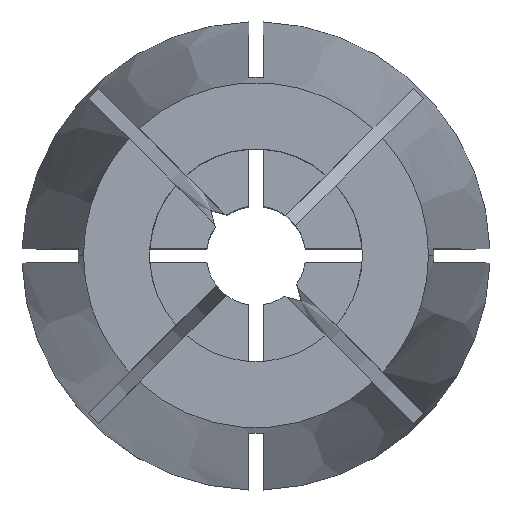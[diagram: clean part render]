
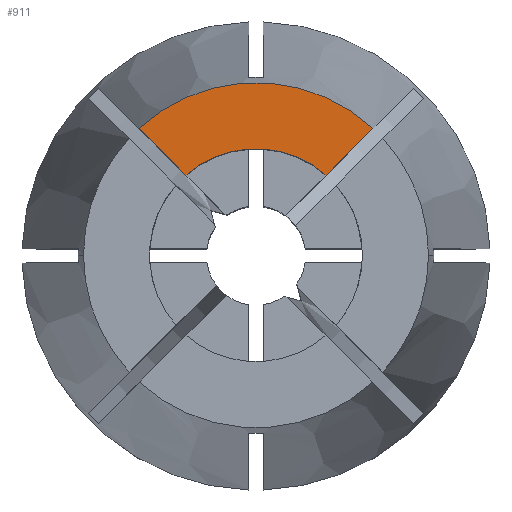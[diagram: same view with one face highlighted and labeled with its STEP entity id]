
A CAD part, top view. The second image highlights one B-rep face of the part: STEP entity #911.
In plain terms, the highlighted planar face has unit normal (0, 0, 1).
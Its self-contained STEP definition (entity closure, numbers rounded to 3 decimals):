
#64 = EDGE_LOOP ( 'NONE', ( #2735, #494, #1452, #2557 ) ) ;
#289 = CIRCLE ( 'NONE', #350, 7.5 ) ;
#324 = FACE_OUTER_BOUND ( 'NONE', #64, .T. ) ;
#350 = AXIS2_PLACEMENT_3D ( 'NONE', #1088, #1141, #1596 ) ;
#448 = EDGE_CURVE ( 'NONE', #1389, #1383, #2284, .T. ) ;
#494 = ORIENTED_EDGE ( 'NONE', *, *, #1000, .T. ) ;
#616 = CARTESIAN_POINT ( 'NONE',  ( 0.354, 0.354, 0. ) ) ;
#665 = EDGE_CURVE ( 'NONE', #1517, #2461, #289, .T. ) ;
#680 = DIRECTION ( 'NONE',  ( 0.707, 0.707, 0. ) ) ;
#911 = ADVANCED_FACE ( 'NONE', ( #324 ), #1997, .F. ) ;
#937 = CARTESIAN_POINT ( 'NONE',  ( 0., 0., 0. ) ) ;
#1000 = EDGE_CURVE ( 'NONE', #1517, #1389, #1417, .T. ) ;
#1085 = DIRECTION ( 'NONE',  ( 0.707, -0.707, 0. ) ) ;
#1088 = CARTESIAN_POINT ( 'NONE',  ( 0., 0., 0. ) ) ;
#1141 = DIRECTION ( 'NONE',  ( 0., 0., 1. ) ) ;
#1172 = DIRECTION ( 'NONE',  ( 1., 0., 0. ) ) ;
#1272 = DIRECTION ( 'NONE',  ( -1., 0., 0. ) ) ;
#1292 = EDGE_CURVE ( 'NONE', #1383, #2461, #1381, .T. ) ;
#1381 = LINE ( 'NONE', #616, #2379 ) ;
#1383 = VERTEX_POINT ( 'NONE', #2043 ) ;
#1389 = VERTEX_POINT ( 'NONE', #2687 ) ;
#1417 = LINE ( 'NONE', #1973, #1847 ) ;
#1452 = ORIENTED_EDGE ( 'NONE', *, *, #448, .T. ) ;
#1517 = VERTEX_POINT ( 'NONE', #2029 ) ;
#1557 = CARTESIAN_POINT ( 'NONE',  ( -4.938, 5.645, 0. ) ) ;
#1559 = CARTESIAN_POINT ( 'NONE',  ( 0., 0., 0. ) ) ;
#1596 = DIRECTION ( 'NONE',  ( 1., 0., 0. ) ) ;
#1775 = AXIS2_PLACEMENT_3D ( 'NONE', #937, #2367, #1272 ) ;
#1847 = VECTOR ( 'NONE', #680, 1000. ) ;
#1973 = CARTESIAN_POINT ( 'NONE',  ( -0.354, 0.354, 0. ) ) ;
#1997 = PLANE ( 'NONE',  #1775 ) ;
#2029 = CARTESIAN_POINT ( 'NONE',  ( 4.938, 5.645, 0. ) ) ;
#2043 = CARTESIAN_POINT ( 'NONE',  ( -8.236, 8.943, 0. ) ) ;
#2284 = CIRCLE ( 'NONE', #2350, 12.158 ) ;
#2350 = AXIS2_PLACEMENT_3D ( 'NONE', #1559, #2462, #1172 ) ;
#2367 = DIRECTION ( 'NONE',  ( 0., 0., -1. ) ) ;
#2379 = VECTOR ( 'NONE', #1085, 1000. ) ;
#2461 = VERTEX_POINT ( 'NONE', #1557 ) ;
#2462 = DIRECTION ( 'NONE',  ( 0., 0., 1. ) ) ;
#2557 = ORIENTED_EDGE ( 'NONE', *, *, #1292, .T. ) ;
#2687 = CARTESIAN_POINT ( 'NONE',  ( 8.236, 8.943, 0. ) ) ;
#2735 = ORIENTED_EDGE ( 'NONE', *, *, #665, .F. ) ;
